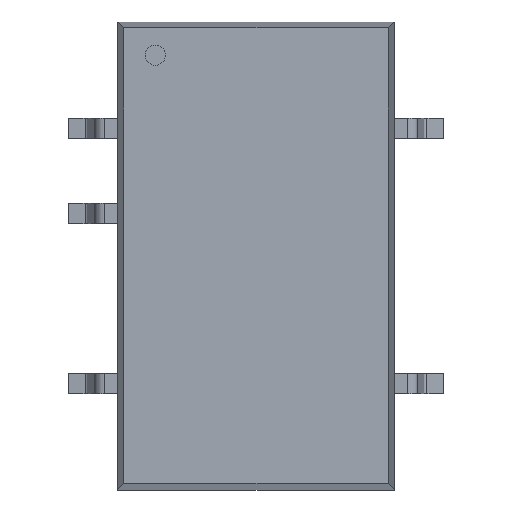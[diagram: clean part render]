
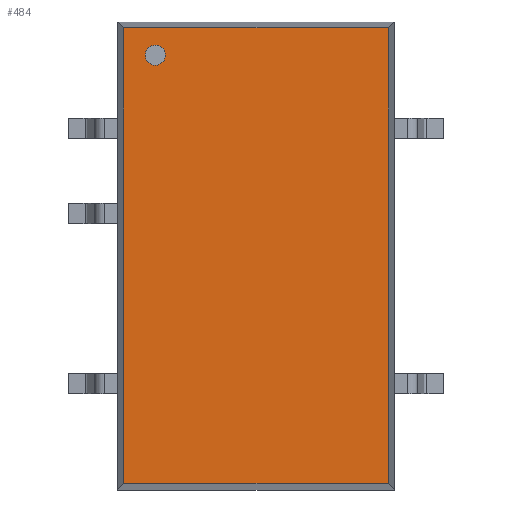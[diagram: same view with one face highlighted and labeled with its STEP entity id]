
A CAD part, top view. The second image highlights one B-rep face of the part: STEP entity #484.
In plain terms, the highlighted free-form (B-spline) face has degree [1, 1] with [2, 2] control points.
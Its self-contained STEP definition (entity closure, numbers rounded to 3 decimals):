
#70=CARTESIAN_POINT('',(-2.7,5.975,7.25));
#71=VERTEX_POINT('',#70);
#80=CARTESIAN_POINT('',(-3.3,5.975,7.25));
#81=VERTEX_POINT('',#80);
#82=CARTESIAN_POINT('',(-3.,5.975,7.25));
#83=DIRECTION('',(0.0,0.0,-1.0));
#84=DIRECTION('',(1.0,0.0,0.0));
#85=AXIS2_PLACEMENT_3D('',#82,#83,#84);
#86=CIRCLE('',#85,0.3);
#87=EDGE_CURVE('',#81,#71,#86,.T.);
#353=CARTESIAN_POINT('',(-3.,5.975,7.25));
#354=DIRECTION('',(0.0,0.0,-1.0));
#355=DIRECTION('',(1.0,0.0,0.0));
#356=AXIS2_PLACEMENT_3D('',#353,#354,#355);
#357=CIRCLE('',#356,0.3);
#358=EDGE_CURVE('',#71,#81,#357,.T.);
#378=CARTESIAN_POINT('',(-3.94,-6.79,7.25));
#379=VERTEX_POINT('',#378);
#386=CARTESIAN_POINT('',(-3.94,6.79,7.25));
#387=VERTEX_POINT('',#386);
#388=CARTESIAN_POINT('',(-3.94,6.79,7.25));
#389=DIRECTION('',(0.0,-1.0,0.0));
#390=VECTOR('',#389,13.58);
#391=LINE('',#388,#390);
#392=EDGE_CURVE('',#387,#379,#391,.T.);
#409=CARTESIAN_POINT('',(3.94,-6.79,7.25));
#410=VERTEX_POINT('',#409);
#418=CARTESIAN_POINT('',(3.94,6.79,7.25));
#419=VERTEX_POINT('',#418);
#426=CARTESIAN_POINT('',(3.94,-6.79,7.25));
#427=DIRECTION('',(0.0,1.0,0.0));
#428=VECTOR('',#427,13.58);
#429=LINE('',#426,#428);
#430=EDGE_CURVE('',#410,#419,#429,.T.);
#443=CARTESIAN_POINT('',(-3.94,-6.79,7.25));
#444=DIRECTION('',(1.0,0.0,0.0));
#445=VECTOR('',#444,7.88);
#446=LINE('',#443,#445);
#447=EDGE_CURVE('',#379,#410,#446,.T.);
#458=CARTESIAN_POINT('',(3.94,6.79,7.25));
#459=DIRECTION('',(-1.0,0.0,0.0));
#460=VECTOR('',#459,7.88);
#461=LINE('',#458,#460);
#462=EDGE_CURVE('',#419,#387,#461,.T.);
#469=CARTESIAN_POINT('',(-3.94,-6.79,7.25));
#470=CARTESIAN_POINT('',(3.94,-6.79,7.25));
#471=CARTESIAN_POINT('',(-3.94,6.79,7.25));
#472=CARTESIAN_POINT('',(3.94,6.79,7.25));
#473=B_SPLINE_SURFACE_WITH_KNOTS('',1,1,((#469,#471),(#470,#472)),.UNSPECIFIED.,.F.,.F.,.U.,(2,2),(2,2),(0.0,7.88),(0.0,13.58),.UNSPECIFIED.);
#474=ORIENTED_EDGE('',*,*,#392,.T.);
#475=ORIENTED_EDGE('',*,*,#447,.T.);
#476=ORIENTED_EDGE('',*,*,#430,.T.);
#477=ORIENTED_EDGE('',*,*,#462,.T.);
#478=EDGE_LOOP('',(#474,#475,#476,#477));
#479=FACE_OUTER_BOUND('',#478,.T.);
#480=ORIENTED_EDGE('',*,*,#358,.T.);
#481=ORIENTED_EDGE('',*,*,#87,.T.);
#482=EDGE_LOOP('',(#480,#481));
#483=FACE_BOUND('',#482,.T.);
#484=ADVANCED_FACE('',(#479,#483),#473,.T.);
